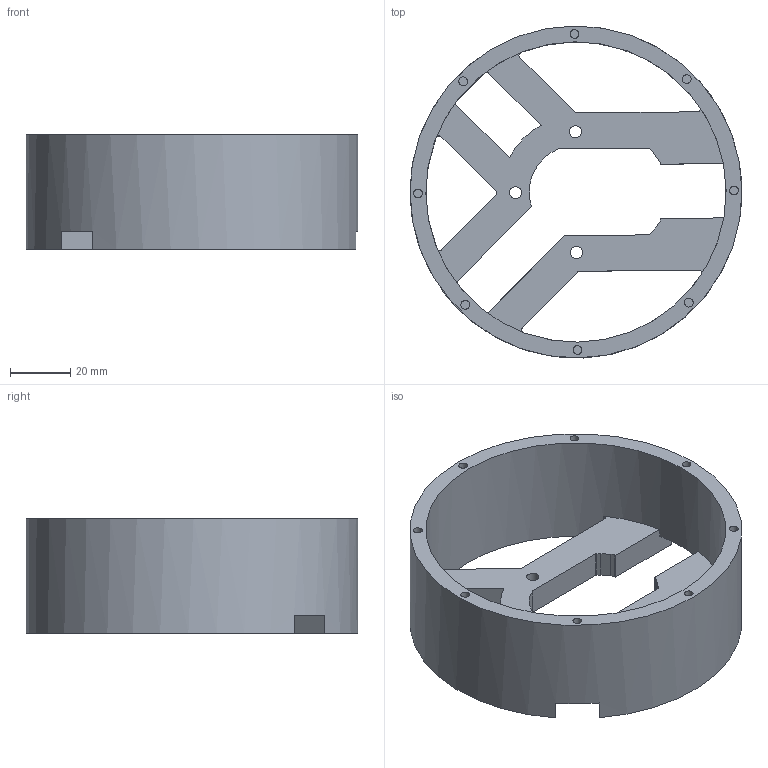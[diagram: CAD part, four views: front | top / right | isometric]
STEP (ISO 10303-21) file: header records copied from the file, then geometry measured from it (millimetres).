
FILE_DESCRIPTION(/* description */ (''),/* implementation_level */ '2;1');
FILE_NAME(/* name */ 'base v1.step',/* time_stamp */ '2021-10-26T13:29:11-05:00',/* author */ (''),/* organization */ (''),/* preprocessor_version */ 'ST-DEVELOPER v18.1',/* originating_system */ 'Autodesk Translation Framework v10.10.0.1391',/* authorisation */ '');
FILE_SCHEMA (('AUTOMOTIVE_DESIGN { 1 0 10303 214 3 1 1 }'));
Length unit declared in the file: millimetre
Products named in the file (2): base; Component2
Assembly tree (1 placements, depth 2):
  base
    Component2
Bounding box: 110 x 110 x 37.87 mm (x, y, z)
Volume: 89461.6 mm3; surface area: 38319.5 mm2
Topology: 1 solids, 1 shells, 75 faces, 201 edges, 134 vertices
Faces by surface type: plane 37, cylinder 34, bspline 4
Full cylindrical faces by diameter (mm): 2.9 x8, 4 x3, 7 x3, 99.5 x1, 110 x1
Entity records: 2498 total; most frequent: CARTESIAN_POINT 465, DIRECTION 433, ORIENTED_EDGE 402, EDGE_CURVE 201, AXIS2_PLACEMENT_3D 162, VERTEX_POINT 134, LINE 109, VECTOR 109
